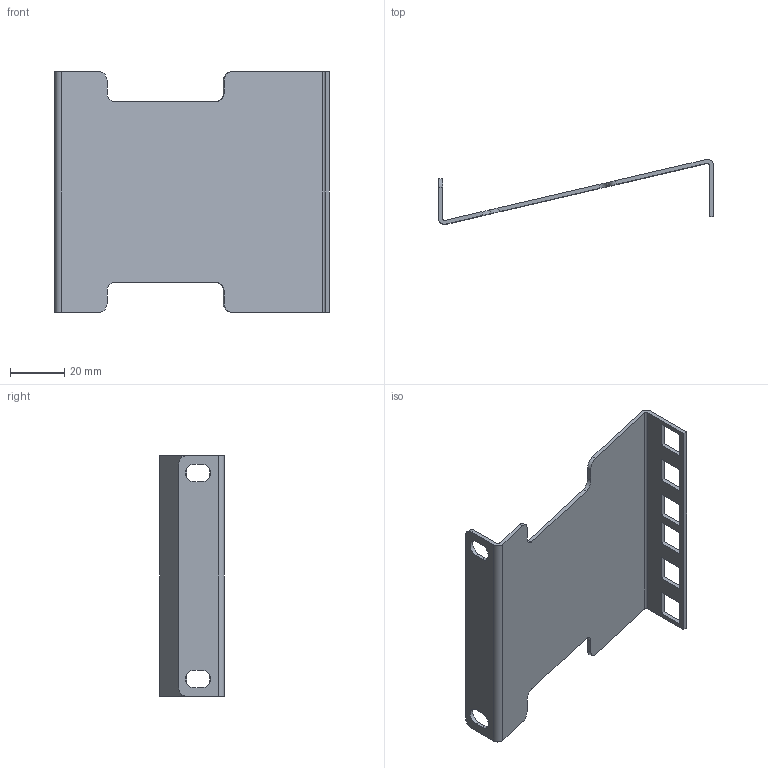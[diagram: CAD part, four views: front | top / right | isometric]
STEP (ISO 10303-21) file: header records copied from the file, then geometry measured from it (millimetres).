
FILE_DESCRIPTION (( 'STEP AP203' ), '1' );
FILE_NAME ('RDA2U4.step', '2020-11-12T12:59:57', ( 'ADC123' ), ( 'Microsoft' ), 'SwSTEP 2.0', 'SolidWorks 2019', '' );
FILE_SCHEMA (( 'CONFIG_CONTROL_DESIGN' ));
Length unit declared in the file: inch
Products named in the file (1): RDA2U4
Bounding box: 101.6 x 23.99 x 88.9 mm (x, y, z)
Volume: 15395.5 mm3; surface area: 22376.4 mm2
Topology: 1 solids, 1 shells, 64 faces, 186 edges, 124 vertices
Faces by surface type: plane 46, cylinder 18
Entity records: 2217 total; most frequent: CARTESIAN_POINT 375, ORIENTED_EDGE 372, DIRECTION 352, EDGE_CURVE 186, LINE 150, VECTOR 150, VERTEX_POINT 124, AXIS2_PLACEMENT_3D 101
